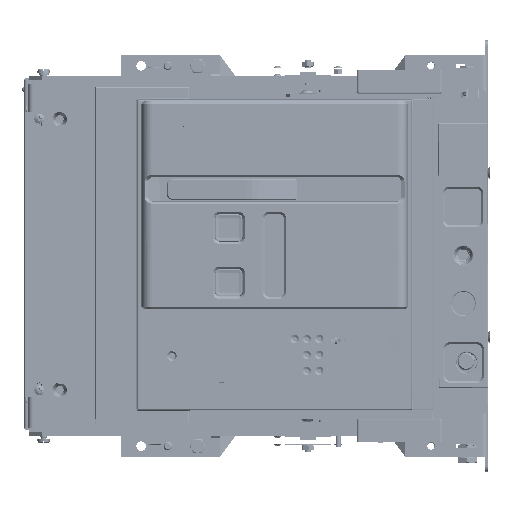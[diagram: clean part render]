
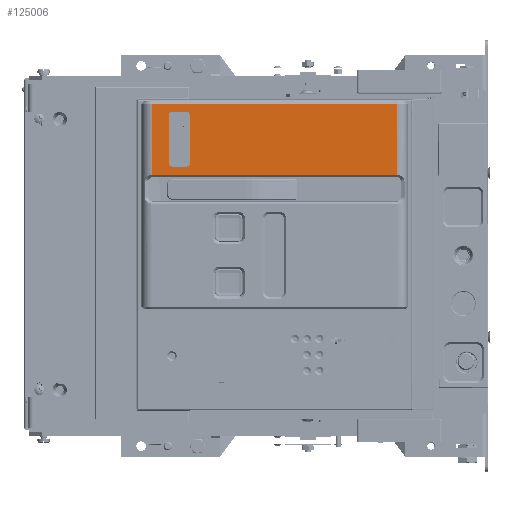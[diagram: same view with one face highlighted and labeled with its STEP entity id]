
A CAD part, left-side view. The second image highlights one B-rep face of the part: STEP entity #125006.
In plain terms, the highlighted planar face has unit normal (-1, 0, 0).
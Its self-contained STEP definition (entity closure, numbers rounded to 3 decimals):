
#11270=CARTESIAN_POINT('',(-295.,263.998,
125.065));
#11331=DIRECTION('',(0.,0.,-1.));
#11332=VECTOR('',#11331,66.935);
#11333=CARTESIAN_POINT('',(-295.,263.997,192.));
#11334=LINE('',#11333,#11332);
#11380=CARTESIAN_POINT('',(-295.,263.498,
125.085));
#11381=CARTESIAN_POINT('',(-295.,263.554,
125.085));
#11382=CARTESIAN_POINT('',(-295.,263.665,
125.084));
#11383=CARTESIAN_POINT('',(-295.,263.832,
125.077));
#11384=CARTESIAN_POINT('',(-295.,263.943,
125.069));
#11385=CARTESIAN_POINT('',(-295.,263.998,
125.065));
#11387=CARTESIAN_POINT('',(-295.,33.998,
125.062));
#11388=CARTESIAN_POINT('',(-295.,34.053,
125.068));
#11389=CARTESIAN_POINT('',(-295.,34.164,
125.074));
#11390=CARTESIAN_POINT('',(-295.,34.331,
125.082));
#11391=CARTESIAN_POINT('',(-295.,34.442,
125.083));
#11392=CARTESIAN_POINT('',(-295.,34.498,
125.083));
#11394=CARTESIAN_POINT('',(-295.,245.5,135.433));
#11395=DIRECTION('',(-1.,0.,0.));
#11396=DIRECTION('',(0.,1.,0.));
#11397=AXIS2_PLACEMENT_3D('',#11394,#11395,#11396);
#11399=CARTESIAN_POINT('',(-295.,231.239,135.433));
#11400=DIRECTION('',(-1.,0.,0.));
#11401=DIRECTION('',(0.,0.,-1.));
#11402=AXIS2_PLACEMENT_3D('',#11399,#11400,#11401);
#11404=CARTESIAN_POINT('',(-295.,231.238,181.638));
#11405=DIRECTION('',(-1.,0.,0.));
#11406=DIRECTION('',(0.,-1.,0.));
#11407=AXIS2_PLACEMENT_3D('',#11404,#11405,#11406);
#11409=CARTESIAN_POINT('',(-295.,245.499,181.638));
#11410=DIRECTION('',(-1.,0.,0.));
#11411=DIRECTION('',(0.,0.,1.));
#11412=AXIS2_PLACEMENT_3D('',#11409,#11410,#11411);
#11414=DIRECTION('',(0.,-1.,
0.));
#11415=VECTOR('',#11414,229.);
#11416=CARTESIAN_POINT('',(-295.,263.498,
125.085));
#11417=LINE('',#11416,#11415);
#11508=DIRECTION('',(0.,0.,1.));
#11509=VECTOR('',#11508,66.935);
#11510=CARTESIAN_POINT('',(-295.,33.998,
125.062));
#11511=LINE('',#11510,#11509);
#11584=DIRECTION('',(0.,1.,0.));
#11585=VECTOR('',#11584,230.);
#11586=CARTESIAN_POINT('',(-295.,33.997,191.998));
#11587=LINE('',#11586,#11585);
#13625=DIRECTION('',(0.,0.,1.));
#13626=VECTOR('',#13625,46.205);
#13627=CARTESIAN_POINT('',(-295.,248.,135.433));
#13628=LINE('',#13627,#13626);
#13637=DIRECTION('',(0.,-1.,0.));
#13638=VECTOR('',#13637,14.261);
#13639=CARTESIAN_POINT('',(-295.,245.499,184.138));
#13640=LINE('',#13639,#13638);
#13649=DIRECTION('',(0.,0.,-1.));
#13650=VECTOR('',#13649,46.205);
#13651=CARTESIAN_POINT('',(-295.,228.738,181.638));
#13652=LINE('',#13651,#13650);
#13661=DIRECTION('',(0.,1.,0.));
#13662=VECTOR('',#13661,14.261);
#13663=CARTESIAN_POINT('',(-295.,231.239,132.933));
#13664=LINE('',#13663,#13662);
#90398=VERTEX_POINT('',#11270);
#90399=CARTESIAN_POINT('',(-295.,263.997,192.));
#90400=VERTEX_POINT('',#90399);
#90402=VERTEX_POINT('',#11380);
#90403=CARTESIAN_POINT('',(-295.,34.498,
125.083));
#90404=VERTEX_POINT('',#90403);
#90405=CARTESIAN_POINT('',(-295.,33.997,191.998));
#90406=VERTEX_POINT('',#90405);
#90407=CARTESIAN_POINT('',(-295.,33.998,
125.062));
#90408=VERTEX_POINT('',#90407);
#90409=CARTESIAN_POINT('',(-295.,248.,135.433));
#90410=CARTESIAN_POINT('',(-295.,245.5,132.933));
#90411=VERTEX_POINT('',#90409);
#90412=VERTEX_POINT('',#90410);
#90413=CARTESIAN_POINT('',(-295.,231.239,132.933));
#90414=VERTEX_POINT('',#90413);
#90415=CARTESIAN_POINT('',(-295.,228.739,135.433));
#90416=VERTEX_POINT('',#90415);
#90417=CARTESIAN_POINT('',(-295.,228.738,181.638));
#90418=VERTEX_POINT('',#90417);
#90419=CARTESIAN_POINT('',(-295.,231.238,184.138));
#90420=VERTEX_POINT('',#90419);
#90421=CARTESIAN_POINT('',(-295.,245.499,184.138));
#90422=VERTEX_POINT('',#90421);
#90423=CARTESIAN_POINT('',(-295.,247.999,181.638));
#90424=VERTEX_POINT('',#90423);
#124971=CARTESIAN_POINT('',(-295.,263.997,194.));
#124972=DIRECTION('',(-1.,0.,0.));
#124973=DIRECTION('',(0.,-1.,0.));
#124974=AXIS2_PLACEMENT_3D('',#124971,#124972,#124973);
#124975=PLANE('',#124974);
#124977=ORIENTED_EDGE('',*,*,#124976,.F.);
#124978=ORIENTED_EDGE('',*,*,#124964,.T.);
#124979=ORIENTED_EDGE('',*,*,#124732,.F.);
#124981=ORIENTED_EDGE('',*,*,#124980,.F.);
#124983=ORIENTED_EDGE('',*,*,#124982,.F.);
#124985=ORIENTED_EDGE('',*,*,#124984,.T.);
#124986=EDGE_LOOP('',(#124977,#124978,#124979,#124981,#124983,#124985));
#124987=FACE_OUTER_BOUND('',#124986,.F.);
#124989=ORIENTED_EDGE('',*,*,#124988,.T.);
#124991=ORIENTED_EDGE('',*,*,#124990,.F.);
#124993=ORIENTED_EDGE('',*,*,#124992,.T.);
#124995=ORIENTED_EDGE('',*,*,#124994,.F.);
#124997=ORIENTED_EDGE('',*,*,#124996,.T.);
#124999=ORIENTED_EDGE('',*,*,#124998,.F.);
#125001=ORIENTED_EDGE('',*,*,#125000,.T.);
#125003=ORIENTED_EDGE('',*,*,#125002,.F.);
#125004=EDGE_LOOP('',(#124989,#124991,#124993,#124995,#124997,#124999,#125001,
#125003));
#125005=FACE_BOUND('',#125004,.F.);
#125006=ADVANCED_FACE('',(#124987,#125005),#124975,.T.);
#11386=B_SPLINE_CURVE_WITH_KNOTS('',3,(#11380,#11381,#11382,#11383,#11384,
#11385),.UNSPECIFIED.,.F.,.F.,(4,1,1,4),(0.,0.333,
0.667,1.),.UNSPECIFIED.);
#11393=B_SPLINE_CURVE_WITH_KNOTS('',3,(#11387,#11388,#11389,#11390,#11391,
#11392),.UNSPECIFIED.,.F.,.F.,(4,1,1,4),(0.,0.333,
0.667,1.),.UNSPECIFIED.);
#11398=CIRCLE('',#11397,2.5);
#11403=CIRCLE('',#11402,2.5);
#11408=CIRCLE('',#11407,2.5);
#11413=CIRCLE('',#11412,2.5);
#124732=EDGE_CURVE('',#90400,#90398,#11334,.T.);
#124964=EDGE_CURVE('',#90402,#90398,#11386,.T.);
#124976=EDGE_CURVE('',#90402,#90404,#11417,.T.);
#124980=EDGE_CURVE('',#90406,#90400,#11587,.T.);
#124982=EDGE_CURVE('',#90408,#90406,#11511,.T.);
#124984=EDGE_CURVE('',#90408,#90404,#11393,.T.);
#124988=EDGE_CURVE('',#90411,#90412,#11398,.T.);
#124990=EDGE_CURVE('',#90414,#90412,#13664,.T.);
#124992=EDGE_CURVE('',#90414,#90416,#11403,.T.);
#124994=EDGE_CURVE('',#90418,#90416,#13652,.T.);
#124996=EDGE_CURVE('',#90418,#90420,#11408,.T.);
#124998=EDGE_CURVE('',#90422,#90420,#13640,.T.);
#125000=EDGE_CURVE('',#90422,#90424,#11413,.T.);
#125002=EDGE_CURVE('',#90411,#90424,#13628,.T.);
